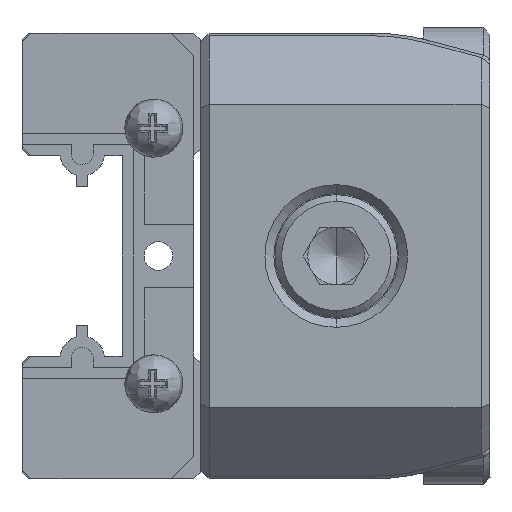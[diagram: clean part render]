
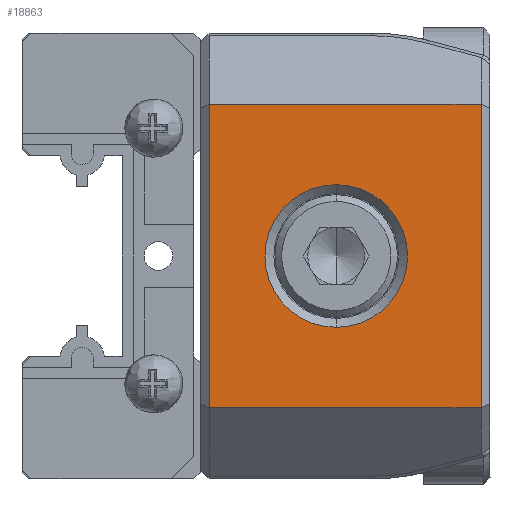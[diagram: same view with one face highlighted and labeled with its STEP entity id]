
A CAD part, front view. The second image highlights one B-rep face of the part: STEP entity #18863.
In plain terms, the highlighted face is planar.
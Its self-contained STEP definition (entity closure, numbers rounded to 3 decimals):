
#451 = VERTEX_POINT ( 'NONE', #4269 ) ;
#689 = LINE ( 'NONE', #18107, #16021 ) ;
#1057 = CARTESIAN_POINT ( 'NONE',  ( 3.2, 13., 0. ) ) ;
#1115 = DIRECTION ( 'NONE',  ( -1., 0., 0. ) ) ;
#1333 = VECTOR ( 'NONE', #18220, 1000. ) ;
#1384 = CARTESIAN_POINT ( 'NONE',  ( 3.2, 0.4, 0. ) ) ;
#1598 = EDGE_CURVE ( 'NONE', #9628, #10140, #10515, .T. ) ;
#2337 = VECTOR ( 'NONE', #2758, 1000. ) ;
#2577 = ORIENTED_EDGE ( 'NONE', *, *, #9083, .T. ) ;
#2758 = DIRECTION ( 'NONE',  ( 0., -1., 0. ) ) ;
#4269 = CARTESIAN_POINT ( 'NONE',  ( 16.8, 0.4, 0. ) ) ;
#4346 = EDGE_LOOP ( 'NONE', ( #2577, #20348 ) ) ;
#6125 = DIRECTION ( 'NONE',  ( 1., 0., 0. ) ) ;
#6559 = ORIENTED_EDGE ( 'NONE', *, *, #1598, .T. ) ;
#6720 = PLANE ( 'NONE',  #16307 ) ;
#7793 = ORIENTED_EDGE ( 'NONE', *, *, #23677, .T. ) ;
#8477 = VERTEX_POINT ( 'NONE', #24105 ) ;
#8953 = EDGE_CURVE ( 'NONE', #19723, #8477, #10687, .T. ) ;
#9066 = FACE_OUTER_BOUND ( 'NONE', #9465, .T. ) ;
#9083 = EDGE_CURVE ( 'NONE', #8477, #19723, #19005, .T. ) ;
#9121 = CARTESIAN_POINT ( 'NONE',  ( 3.2, 12.6, 0. ) ) ;
#9465 = EDGE_LOOP ( 'NONE', ( #11418, #6559, #7793, #15621 ) ) ;
#9628 = VERTEX_POINT ( 'NONE', #9121 ) ;
#9982 = EDGE_CURVE ( 'NONE', #15288, #451, #19801, .T. ) ;
#10140 = VERTEX_POINT ( 'NONE', #1384 ) ;
#10408 = DIRECTION ( 'NONE',  ( -1., 0., 0. ) ) ;
#10515 = LINE ( 'NONE', #1057, #1333 ) ;
#10687 = CIRCLE ( 'NONE', #17833, 3.2 ) ;
#10700 = FACE_BOUND ( 'NONE', #4346, .T. ) ;
#10997 = LINE ( 'NONE', #13447, #18797 ) ;
#11418 = ORIENTED_EDGE ( 'NONE', *, *, #21346, .T. ) ;
#12648 = CARTESIAN_POINT ( 'NONE',  ( 10., 6.1, 0. ) ) ;
#13447 = CARTESIAN_POINT ( 'NONE',  ( 19.6, 0.4, 0. ) ) ;
#14743 = CARTESIAN_POINT ( 'NONE',  ( 10., 6.1, 0. ) ) ;
#14972 = DIRECTION ( 'NONE',  ( 0., 0., -1. ) ) ;
#15288 = VERTEX_POINT ( 'NONE', #22808 ) ;
#15621 = ORIENTED_EDGE ( 'NONE', *, *, #9982, .F. ) ;
#15835 = AXIS2_PLACEMENT_3D ( 'NONE', #14743, #14972, #18716 ) ;
#15866 = DIRECTION ( 'NONE',  ( -1., 0., 0. ) ) ;
#16021 = VECTOR ( 'NONE', #15866, 1000. ) ;
#16307 = AXIS2_PLACEMENT_3D ( 'NONE', #18149, #16648, #1115 ) ;
#16648 = DIRECTION ( 'NONE',  ( 0., 0., -1. ) ) ;
#17833 = AXIS2_PLACEMENT_3D ( 'NONE', #12648, #20221, #10408 ) ;
#18107 = CARTESIAN_POINT ( 'NONE',  ( 0., 12.6, 0. ) ) ;
#18149 = CARTESIAN_POINT ( 'NONE',  ( 0., 13., 0. ) ) ;
#18220 = DIRECTION ( 'NONE',  ( 0., -1., 0. ) ) ;
#18716 = DIRECTION ( 'NONE',  ( -1., 0., 0. ) ) ;
#18777 = CARTESIAN_POINT ( 'NONE',  ( 6.8, 6.1, 0. ) ) ;
#18797 = VECTOR ( 'NONE', #6125, 1000. ) ;
#18863 = ADVANCED_FACE ( 'NONE', ( #10700, #9066 ), #6720, .F. ) ;
#19005 = CIRCLE ( 'NONE', #15835, 3.2 ) ;
#19723 = VERTEX_POINT ( 'NONE', #18777 ) ;
#19801 = LINE ( 'NONE', #23637, #2337 ) ;
#20221 = DIRECTION ( 'NONE',  ( 0., 0., -1. ) ) ;
#20348 = ORIENTED_EDGE ( 'NONE', *, *, #8953, .T. ) ;
#21346 = EDGE_CURVE ( 'NONE', #15288, #9628, #689, .T. ) ;
#22808 = CARTESIAN_POINT ( 'NONE',  ( 16.8, 12.6, 0. ) ) ;
#23637 = CARTESIAN_POINT ( 'NONE',  ( 16.8, 13., 0. ) ) ;
#23677 = EDGE_CURVE ( 'NONE', #10140, #451, #10997, .T. ) ;
#24105 = CARTESIAN_POINT ( 'NONE',  ( 13.2, 6.1, 0. ) ) ;
